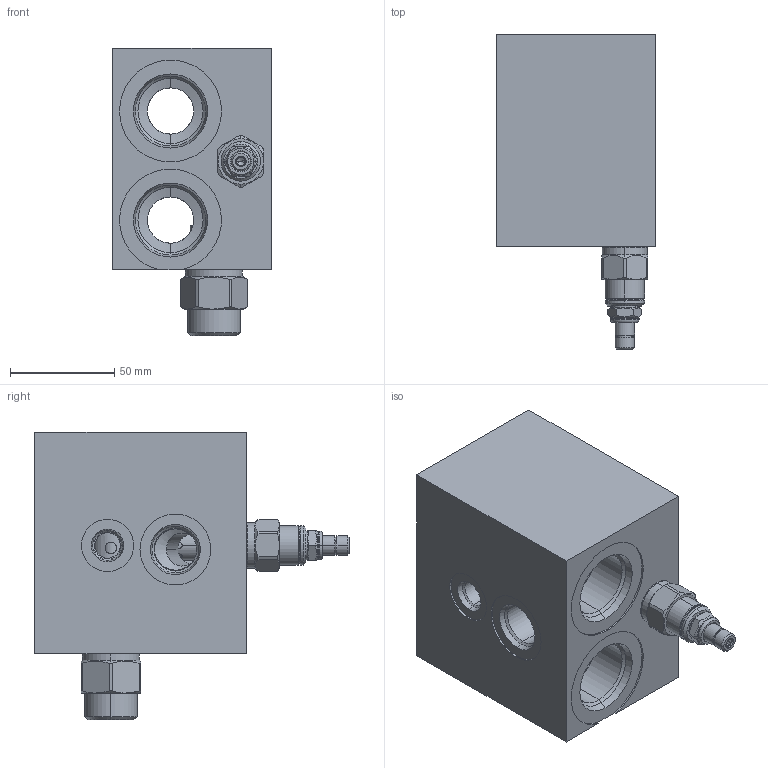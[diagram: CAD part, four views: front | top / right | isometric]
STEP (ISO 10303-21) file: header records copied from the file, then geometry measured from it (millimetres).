
FILE_DESCRIPTION((''),'2;1');
FILE_NAME('XRFELNNAM_ASM','2024-06-10T',('ProEService'),(''),'PRO/ENGINEER BY PARAMETRIC TECHNOLOGY CORPORATION, 2014200','PRO/ENGINEER BY PARAMETRIC TECHNOLOGY CORPORATION, 2014200','');
FILE_SCHEMA(('CONFIG_CONTROL_DESIGN'));
Length unit declared in the file: inch
Products named in the file (4): 152-459-001; RPECLNN; DSEHXGN; XRFELNNAM_ASM
Assembly tree (3 placements, depth 2):
  XRFELNNAM_ASM
    152-459-001
    RPECLNN
    DSEHXGN
Bounding box: 76.2 x 150.93 x 138.15 mm (x, y, z)
Volume: 688317.6 mm3; surface area: 110055.3 mm2
Topology: 7 solids, 8 shells, 799 faces, 2108 edges, 1531 vertices
Faces by surface type: cylinder 350, cone 158, plane 140, torus 126, revolution 20, sphere 5
Entity records: 29761 total; most frequent: CARTESIAN_POINT 9874, DIRECTION 4400, ORIENTED_EDGE 3576, EDGE_CURVE 1788, AXIS2_PLACEMENT_3D 1755, VERTEX_POINT 1092, CIRCLE 961, EDGE_LOOP 954
